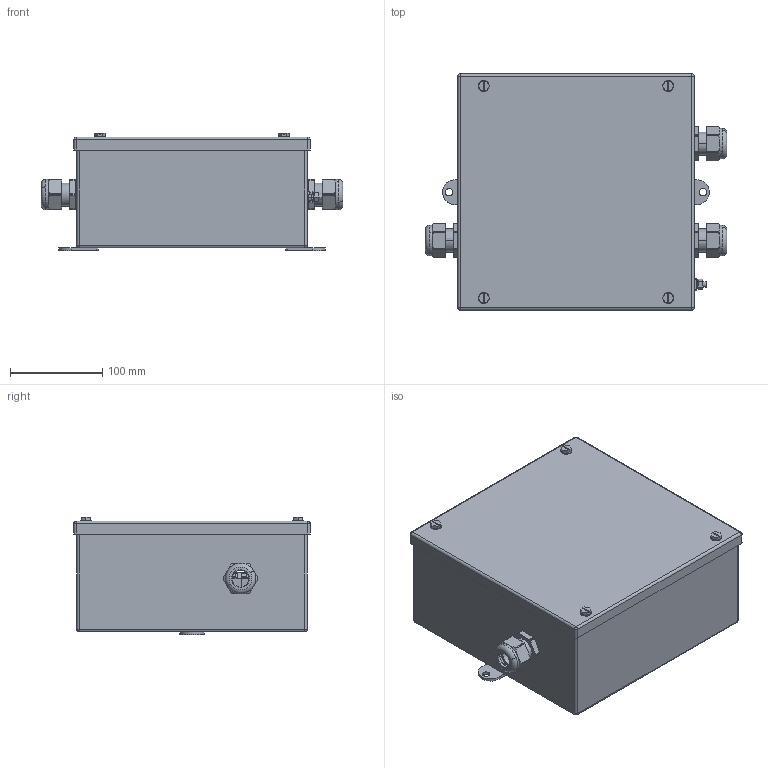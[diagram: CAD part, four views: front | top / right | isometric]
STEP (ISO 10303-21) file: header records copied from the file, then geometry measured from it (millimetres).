
FILE_DESCRIPTION(('CATIA V5 STEP Exchange','CAx-IF Rec.Pracs.--- Model Styling and Organization---1.4--- 2014-01-23'),'2;1');
FILE_NAME ('1175631-11_0_8000052519_8000052519.stp','2021-05-25T11:09:48+00:00',('none'),('Weidmueller'),'CATIA Version 5-6 Release 2016 SP3 HF44','CATIA V5 STEP AP214','none');
FILE_SCHEMA(('AUTOMOTIVE_DESIGN { 1 0 10303 214 1 1 1 1 }'));
Products named in the file (1): 8000052519_einzeln
Bounding box: 327 x 256 x 127 mm (x, y, z)
Volume: 774808.6 mm3; surface area: 753015.2 mm2
Topology: 103 solids, 103 shells, 3741 faces, 9837 edges, 6353 vertices
Faces by surface type: plane 2271, cylinder 1156, cone 194, torus 66, sphere 54
Entity records: 120303 total; most frequent: CARTESIAN_POINT 28014, ORIENTED_EDGE 19554, DIRECTION 15629, EDGE_CURVE 9777, VECTOR 6602, LINE 6602, VERTEX_POINT 6353, AXIS2_PLACEMENT_3D 5567
